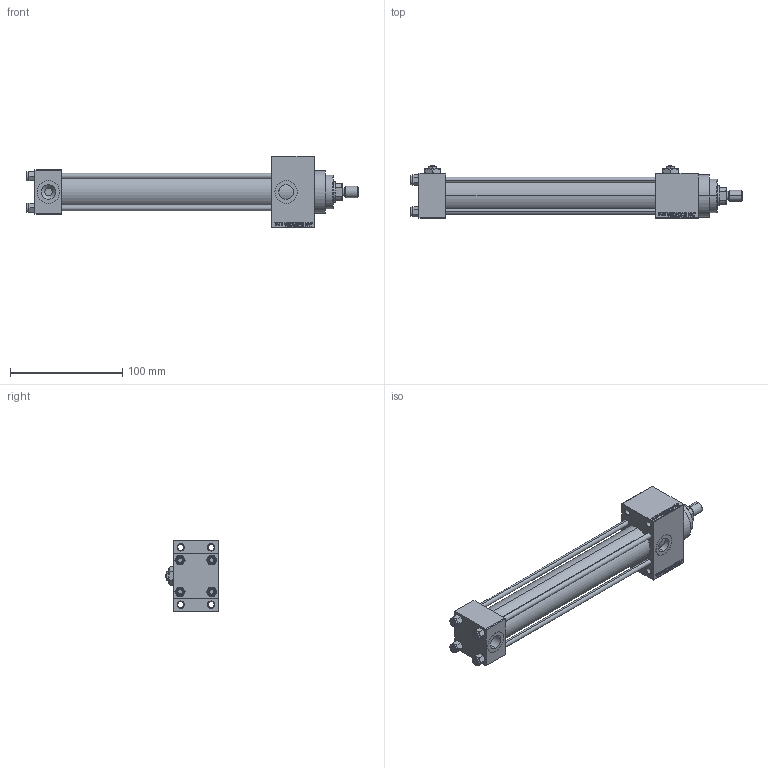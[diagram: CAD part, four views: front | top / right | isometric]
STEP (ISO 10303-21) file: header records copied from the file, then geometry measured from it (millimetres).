
FILE_DESCRIPTION (( 'STEP AP203' ), '1' );
FILE_NAME ('773f.STEP', '2025-05-26T14:58:29', ( '' ), ( '' ), 'SwSTEP 2.0', 'SolidWorks 2019', '' );
FILE_SCHEMA (( 'CONFIG_CONTROL_DESIGN' ));
Length unit declared in the file: millimetre
Products named in the file (8): V215CR_VCP_D 674f389a557b6de7b2359a3c7966faf6; V215_VC_A 674f389a557b6de7b2359a3c7966faf6; V215CR_D_Body 674f389a557b6de7b2359a3c7966faf6; 773f; V215CR_D_TYCINKA 674f389a557b6de7b2359a3c7966faf6; NUT_M5_D 674f389a557b6de7b2359a3c7966faf6; Zatka_pro_OIL_PORT 674f389a557b6de7b2359a3c7966faf6; ROD_END_E 674f389a557b6de7b2359a3c7966faf6
Assembly tree (14 placements, depth 2):
  773f
    V215CR_D_Body 674f389a557b6de7b2359a3c7966faf6
    V215CR_VCP_D 674f389a557b6de7b2359a3c7966faf6
    NUT_M5_D 674f389a557b6de7b2359a3c7966faf6  x4
    V215CR_D_TYCINKA 674f389a557b6de7b2359a3c7966faf6  x4
    V215_VC_A 674f389a557b6de7b2359a3c7966faf6
    ROD_END_E 674f389a557b6de7b2359a3c7966faf6
    Zatka_pro_OIL_PORT 674f389a557b6de7b2359a3c7966faf6  x2
Bounding box: 296 x 47 x 64 mm (x, y, z)
Volume: 264359.6 mm3; surface area: 107818.2 mm2
Topology: 14 solids, 14 shells, 1213 faces, 2988 edges, 1921 vertices
Faces by surface type: plane 545, bspline 368, cone 188, cylinder 102, torus 10
Entity records: 49456 total; most frequent: CARTESIAN_POINT 25670, ORIENTED_EDGE 5276, DIRECTION 3484, EDGE_CURVE 2638, VERTEX_POINT 1719, LINE 1554, VECTOR 1554, EDGE_LOOP 1191
